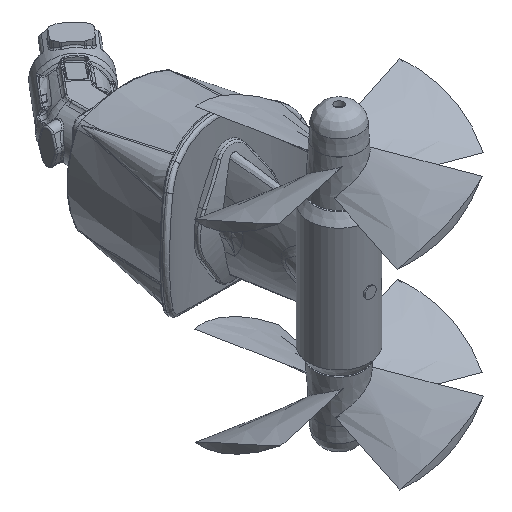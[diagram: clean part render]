
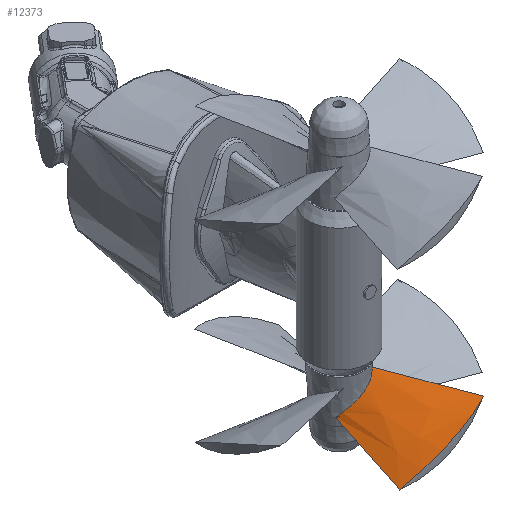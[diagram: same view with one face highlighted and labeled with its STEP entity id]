
A CAD part, isometric view. The second image highlights one B-rep face of the part: STEP entity #12373.
In plain terms, the highlighted free-form (B-spline) face has degree [3, 3] with [5, 4] control points.
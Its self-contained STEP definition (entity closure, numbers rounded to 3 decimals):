
#83=B_SPLINE_SURFACE_WITH_KNOTS('',3,3,((#51213,#51214,#51215,#51216),(#51217,
#51218,#51219,#51220),(#51221,#51222,#51223,#51224),(#51225,#51226,#51227,
#51228),(#51229,#51230,#51231,#51232)),.UNSPECIFIED.,.F.,.F.,.F.,(4,1,4),
(4,4),(0.,0.571,1.),(0.219,0.944),
 .UNSPECIFIED.);
#1220=B_SPLINE_CURVE_WITH_KNOTS('',3,(#51012,#51013,#51014,#51015,#51016,
#51017,#51018,#51019,#51020,#51021),.UNSPECIFIED.,.F.,.F.,(4,2,2,2,4),(0.,
3.75,8.166,12.275,16.321),
 .UNSPECIFIED.);
#1227=B_SPLINE_CURVE_WITH_KNOTS('',3,(#51118,#51119,#51120,#51121),
 .UNSPECIFIED.,.F.,.F.,(4,4),(0.219,0.824),
 .UNSPECIFIED.);
#1229=B_SPLINE_CURVE_WITH_KNOTS('',3,(#51135,#51136,#51137,#51138),
 .UNSPECIFIED.,.F.,.F.,(4,4),(0.221,0.816),
 .UNSPECIFIED.);
#1234=B_SPLINE_CURVE_WITH_KNOTS('',3,(#51233,#51234,#51235,#51236,#51237,
#51238,#51239,#51240,#51241,#51242,#51243,#51244),.UNSPECIFIED.,.F.,.F.,
(4,2,2,2,2,4),(0.,2.228,4.286,6.233,7.408,
8.573),.UNSPECIFIED.);
#2916=FACE_OUTER_BOUND('',#3731,.T.);
#3731=EDGE_LOOP('',(#10555,#10556,#10557,#10558));
#5413=VERTEX_POINT('',#51010);
#5414=VERTEX_POINT('',#51011);
#5419=VERTEX_POINT('',#51117);
#5420=VERTEX_POINT('',#51122);
#7137=EDGE_CURVE('',#5413,#5414,#1220,.T.);
#7144=EDGE_CURVE('',#5419,#5413,#1227,.T.);
#7146=EDGE_CURVE('',#5420,#5414,#1229,.T.);
#7151=EDGE_CURVE('',#5419,#5420,#1234,.T.);
#10555=ORIENTED_EDGE('',*,*,#7137,.T.);
#10556=ORIENTED_EDGE('',*,*,#7146,.F.);
#10557=ORIENTED_EDGE('',*,*,#7151,.F.);
#10558=ORIENTED_EDGE('',*,*,#7144,.T.);
#12373=ADVANCED_FACE('',(#2916),#83,.T.);
#51010=CARTESIAN_POINT('',(-584.599,329.304,-196.97));
#51011=CARTESIAN_POINT('',(-440.402,330.616,-130.65));
#51012=CARTESIAN_POINT('Ctrl Pts',(-584.599,329.304,-196.97));
#51013=CARTESIAN_POINT('Ctrl Pts',(-575.078,325.451,-189.847));
#51014=CARTESIAN_POINT('Ctrl Pts',(-564.947,322.264,-183.218));
#51015=CARTESIAN_POINT('Ctrl Pts',(-541.844,317.199,-169.724));
#51016=CARTESIAN_POINT('Ctrl Pts',(-528.757,315.67,-163.066));
#51017=CARTESIAN_POINT('Ctrl Pts',(-502.831,315.499,-151.409));
#51018=CARTESIAN_POINT('Ctrl Pts',(-490.113,316.662,-146.358));
#51019=CARTESIAN_POINT('Ctrl Pts',(-464.899,321.676,-137.522));
#51020=CARTESIAN_POINT('Ctrl Pts',(-452.475,325.473,-133.744));
#51021=CARTESIAN_POINT('Ctrl Pts',(-440.402,330.616,-130.65));
#51117=CARTESIAN_POINT('',(-543.369,480.163,-185.769));
#51118=CARTESIAN_POINT('Ctrl Pts',(-543.369,480.163,-185.769));
#51119=CARTESIAN_POINT('Ctrl Pts',(-554.094,440.874,-188.683));
#51120=CARTESIAN_POINT('Ctrl Pts',(-575.488,362.706,-194.495));
#51121=CARTESIAN_POINT('Ctrl Pts',(-584.599,329.304,-196.97));
#51122=CARTESIAN_POINT('',(-481.888,479.825,-141.166));
#51135=CARTESIAN_POINT('Ctrl Pts',(-481.888,479.825,-141.166));
#51136=CARTESIAN_POINT('Ctrl Pts',(-471.088,440.936,-138.428));
#51137=CARTESIAN_POINT('Ctrl Pts',(-449.837,364.614,-133.041));
#51138=CARTESIAN_POINT('Ctrl Pts',(-440.402,330.616,-130.65));
#51213=CARTESIAN_POINT('Ctrl Pts',(-481.982,480.163,-141.189));
#51214=CARTESIAN_POINT('Ctrl Pts',(-468.899,433.055,-137.873));
#51215=CARTESIAN_POINT('Ctrl Pts',(-440.213,330.051,-130.602));
#51216=CARTESIAN_POINT('Ctrl Pts',(-436.173,315.339,-129.578));
#51217=CARTESIAN_POINT('Ctrl Pts',(-495.69,480.163,-146.483));
#51218=CARTESIAN_POINT('Ctrl Pts',(-487.547,433.055,-143.87));
#51219=CARTESIAN_POINT('Ctrl Pts',(-469.692,330.051,-138.14));
#51220=CARTESIAN_POINT('Ctrl Pts',(-467.178,315.339,-137.333));
#51221=CARTESIAN_POINT('Ctrl Pts',(-518.235,480.163,-159.319));
#51222=CARTESIAN_POINT('Ctrl Pts',(-518.754,433.055,-158.491));
#51223=CARTESIAN_POINT('Ctrl Pts',(-519.892,330.051,-156.678));
#51224=CARTESIAN_POINT('Ctrl Pts',(-520.052,315.339,-156.422));
#51225=CARTESIAN_POINT('Ctrl Pts',(-536.51,480.163,-177.318));
#51226=CARTESIAN_POINT('Ctrl Pts',(-545.679,433.055,-179.362));
#51227=CARTESIAN_POINT('Ctrl Pts',(-565.785,330.051,-183.844));
#51228=CARTESIAN_POINT('Ctrl Pts',(-568.616,315.339,-184.475));
#51229=CARTESIAN_POINT('Ctrl Pts',(-543.369,480.163,-185.769));
#51230=CARTESIAN_POINT('Ctrl Pts',(-556.229,433.055,-189.263));
#51231=CARTESIAN_POINT('Ctrl Pts',(-584.427,330.051,-196.924));
#51232=CARTESIAN_POINT('Ctrl Pts',(-588.398,315.339,-198.003));
#51233=CARTESIAN_POINT('Ctrl Pts',(-543.369,480.163,-185.769));
#51234=CARTESIAN_POINT('Ctrl Pts',(-540.202,475.746,-180.709));
#51235=CARTESIAN_POINT('Ctrl Pts',(-535.999,471.941,-175.866));
#51236=CARTESIAN_POINT('Ctrl Pts',(-526.279,466.615,-166.906));
#51237=CARTESIAN_POINT('Ctrl Pts',(-520.961,464.985,-162.837));
#51238=CARTESIAN_POINT('Ctrl Pts',(-509.925,464.228,-155.476));
#51239=CARTESIAN_POINT('Ctrl Pts',(-504.344,464.982,-152.219));
#51240=CARTESIAN_POINT('Ctrl Pts',(-495.702,468.28,-147.629));
#51241=CARTESIAN_POINT('Ctrl Pts',(-492.563,469.981,-146.068));
#51242=CARTESIAN_POINT('Ctrl Pts',(-486.765,474.292,-143.317));
#51243=CARTESIAN_POINT('Ctrl Pts',(-484.141,476.864,-142.143));
#51244=CARTESIAN_POINT('Ctrl Pts',(-481.888,479.825,-141.166));
